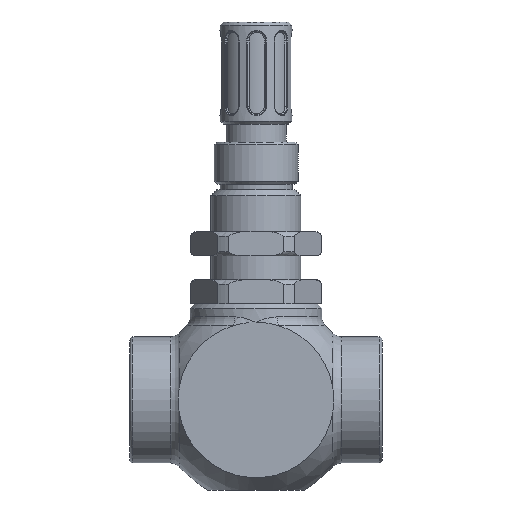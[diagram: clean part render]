
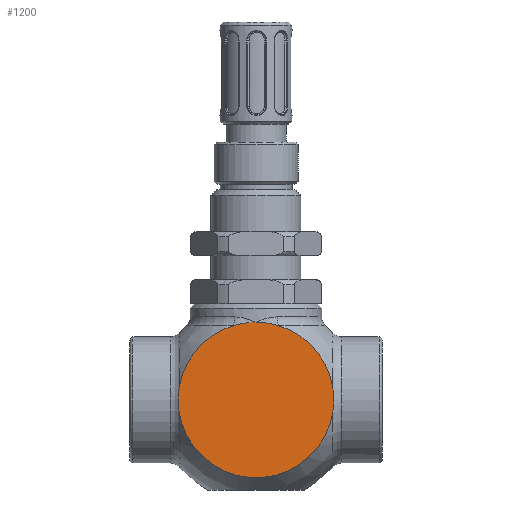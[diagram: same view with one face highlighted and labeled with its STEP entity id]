
A CAD part, left-side view. The second image highlights one B-rep face of the part: STEP entity #1200.
In plain terms, the highlighted face is planar.
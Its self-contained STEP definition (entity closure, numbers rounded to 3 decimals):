
#547=CARTESIAN_POINT('',(0.,12.961,11.0));
#548=VERTEX_POINT('',#547);
#750=CARTESIAN_POINT('',(-3.781,12.398,11.0));
#751=VERTEX_POINT('',#750);
#805=CARTESIAN_POINT('',(0.0,0.0,11.0));
#806=DIRECTION('',(0.0,0.0,-1.0));
#807=DIRECTION('',(0.0,-1.0,0.0));
#808=AXIS2_PLACEMENT_3D('',#805,#806,#807);
#809=CIRCLE('',#808,12.961);
#810=EDGE_CURVE('',#751,#548,#809,.T.);
#868=CARTESIAN_POINT('',(3.781,12.398,11.0));
#869=VERTEX_POINT('',#868);
#951=CARTESIAN_POINT('',(0.0,0.0,11.0));
#952=DIRECTION('',(0.0,0.0,-1.0));
#953=DIRECTION('',(0.0,-1.0,0.0));
#954=AXIS2_PLACEMENT_3D('',#951,#952,#953);
#955=CIRCLE('',#954,12.961);
#956=EDGE_CURVE('',#548,#869,#955,.T.);
#967=CARTESIAN_POINT('',(12.803,2.022,11.));
#968=VERTEX_POINT('',#967);
#969=CARTESIAN_POINT('',(0.0,0.0,11.0));
#970=DIRECTION('',(0.0,0.0,-1.0));
#971=DIRECTION('',(0.0,-1.0,0.0));
#972=AXIS2_PLACEMENT_3D('',#969,#970,#971);
#973=CIRCLE('',#972,12.961);
#974=EDGE_CURVE('',#869,#968,#973,.T.);
#1003=CARTESIAN_POINT('',(-12.803,2.022,11.));
#1004=VERTEX_POINT('',#1003);
#1005=CARTESIAN_POINT('',(-12.803,-2.022,11.));
#1006=VERTEX_POINT('',#1005);
#1007=CARTESIAN_POINT('',(-12.803,-2.022,11.0));
#1008=CARTESIAN_POINT('',(-12.806,-2.003,11.0));
#1009=CARTESIAN_POINT('',(-12.809,-1.984,11.0));
#1010=CARTESIAN_POINT('',(-12.916,-1.294,11.0));
#1011=CARTESIAN_POINT('',(-12.986,-0.62,11.0));
#1012=CARTESIAN_POINT('',(-12.986,0.62,11.0));
#1013=CARTESIAN_POINT('',(-12.916,1.294,11.0));
#1014=CARTESIAN_POINT('',(-12.809,1.984,11.0));
#1015=CARTESIAN_POINT('',(-12.806,2.003,11.0));
#1016=CARTESIAN_POINT('',(-12.803,2.022,11.0));
#1017=B_SPLINE_CURVE_WITH_KNOTS('',3,(#1007,#1008,#1009,#1010,#1011,#1012,#1013,#1014,#1015,#1016),.UNSPECIFIED.,.F.,.U.,(4,2,2,2,4),(1.772,1.777,1.963,2.149,2.154),.UNSPECIFIED.);
#1018=EDGE_CURVE('',#1004,#1006,#1017,.F.);
#1069=CARTESIAN_POINT('',(12.803,-2.022,11.));
#1070=VERTEX_POINT('',#1069);
#1078=CARTESIAN_POINT('',(0.0,0.0,11.0));
#1079=DIRECTION('',(0.0,0.0,-1.0));
#1080=DIRECTION('',(0.0,-1.0,0.0));
#1081=AXIS2_PLACEMENT_3D('',#1078,#1079,#1080);
#1082=CIRCLE('',#1081,12.961);
#1083=EDGE_CURVE('',#1070,#1006,#1082,.T.);
#1121=CARTESIAN_POINT('',(12.803,2.022,11.0));
#1122=CARTESIAN_POINT('',(12.806,2.003,11.0));
#1123=CARTESIAN_POINT('',(12.809,1.984,11.0));
#1124=CARTESIAN_POINT('',(12.916,1.294,11.0));
#1125=CARTESIAN_POINT('',(12.986,0.62,11.0));
#1126=CARTESIAN_POINT('',(12.986,-0.62,11.0));
#1127=CARTESIAN_POINT('',(12.916,-1.294,11.0));
#1128=CARTESIAN_POINT('',(12.809,-1.984,11.0));
#1129=CARTESIAN_POINT('',(12.806,-2.003,11.0));
#1130=CARTESIAN_POINT('',(12.803,-2.022,11.0));
#1131=B_SPLINE_CURVE_WITH_KNOTS('',3,(#1121,#1122,#1123,#1124,#1125,#1126,#1127,#1128,#1129,#1130),.UNSPECIFIED.,.F.,.U.,(4,2,2,2,4),(1.772,1.777,1.963,2.149,2.154),.UNSPECIFIED.);
#1132=EDGE_CURVE('',#1070,#968,#1131,.F.);
#1152=CARTESIAN_POINT('',(0.0,0.0,11.0));
#1153=DIRECTION('',(0.0,0.0,-1.0));
#1154=DIRECTION('',(0.0,-1.0,0.0));
#1155=AXIS2_PLACEMENT_3D('',#1152,#1153,#1154);
#1156=CIRCLE('',#1155,12.961);
#1157=EDGE_CURVE('',#1004,#751,#1156,.T.);
#1186=CARTESIAN_POINT('',(-0.536,-0.78,11.0));
#1187=DIRECTION('',(0.0,0.0,1.0));
#1188=DIRECTION('',(1.0,0.0,0.0));
#1189=AXIS2_PLACEMENT_3D('',#1186,#1187,#1188);
#1190=PLANE('',#1189);
#1191=ORIENTED_EDGE('',*,*,#956,.F.);
#1192=ORIENTED_EDGE('',*,*,#810,.F.);
#1193=ORIENTED_EDGE('',*,*,#1157,.F.);
#1194=ORIENTED_EDGE('',*,*,#1018,.T.);
#1195=ORIENTED_EDGE('',*,*,#1083,.F.);
#1196=ORIENTED_EDGE('',*,*,#1132,.T.);
#1197=ORIENTED_EDGE('',*,*,#974,.F.);
#1198=EDGE_LOOP('',(#1191,#1192,#1193,#1194,#1195,#1196,#1197));
#1199=FACE_OUTER_BOUND('',#1198,.T.);
#1200=ADVANCED_FACE('',(#1199),#1190,.T.);
